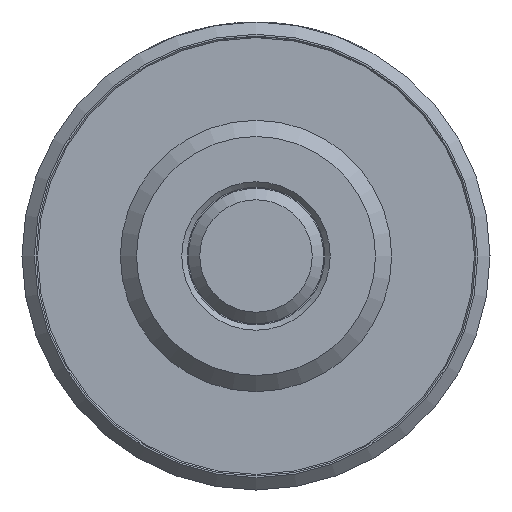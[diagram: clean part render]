
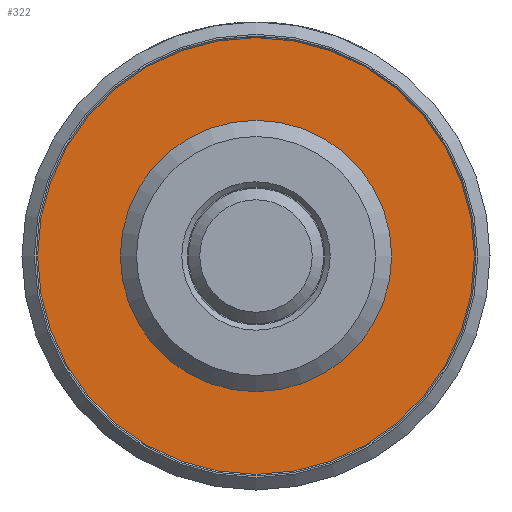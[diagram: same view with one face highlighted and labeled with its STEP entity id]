
A CAD part, left-side view. The second image highlights one B-rep face of the part: STEP entity #322.
In plain terms, the highlighted planar face has unit normal (-1, 0, 0).
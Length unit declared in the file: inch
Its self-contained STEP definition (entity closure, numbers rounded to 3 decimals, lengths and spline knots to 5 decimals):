
#322 = ADVANCED_FACE( '', ( #432, #433 ), #434, .F. );
#432 = FACE_OUTER_BOUND( '', #704, .T. );
#433 = FACE_BOUND( '', #705, .T. );
#434 = PLANE( '', #706 );
#704 = EDGE_LOOP( '', ( #985 ) );
#705 = EDGE_LOOP( '', ( #986 ) );
#706 = AXIS2_PLACEMENT_3D( '', #987, #988, #989 );
#985 = ORIENTED_EDGE( '', *, *, #1550, .F. );
#986 = ORIENTED_EDGE( '', *, *, #1551, .T. );
#987 = CARTESIAN_POINT( '', ( 0.438, 0., 0. ) );
#988 = DIRECTION( '', ( 1., 0., 0. ) );
#989 = DIRECTION( '', ( 0., 0., -1. ) );
#1550 = EDGE_CURVE( '', #1702, #1702, #1703, .T. );
#1551 = EDGE_CURVE( '', #1704, #1704, #1705, .T. );
#1702 = VERTEX_POINT( '', #1966 );
#1703 = CIRCLE( '', #1967, 0.4025 );
#1704 = VERTEX_POINT( '', #1968 );
#1705 = CIRCLE( '', #1969, 0.25 );
#1966 = CARTESIAN_POINT( '', ( 0.438, 0., -0.4025 ) );
#1967 = AXIS2_PLACEMENT_3D( '', #2566, #2567, #2568 );
#1968 = CARTESIAN_POINT( '', ( 0.438, 0., -0.25 ) );
#1969 = AXIS2_PLACEMENT_3D( '', #2569, #2570, #2571 );
#2566 = CARTESIAN_POINT( '', ( 0.438, 0., 0. ) );
#2567 = DIRECTION( '', ( 1., 0., 0. ) );
#2568 = DIRECTION( '', ( 0., 0., -1. ) );
#2569 = CARTESIAN_POINT( '', ( 0.438, 0., 0. ) );
#2570 = DIRECTION( '', ( 1., 0., 0. ) );
#2571 = DIRECTION( '', ( 0., 0., -1. ) );
